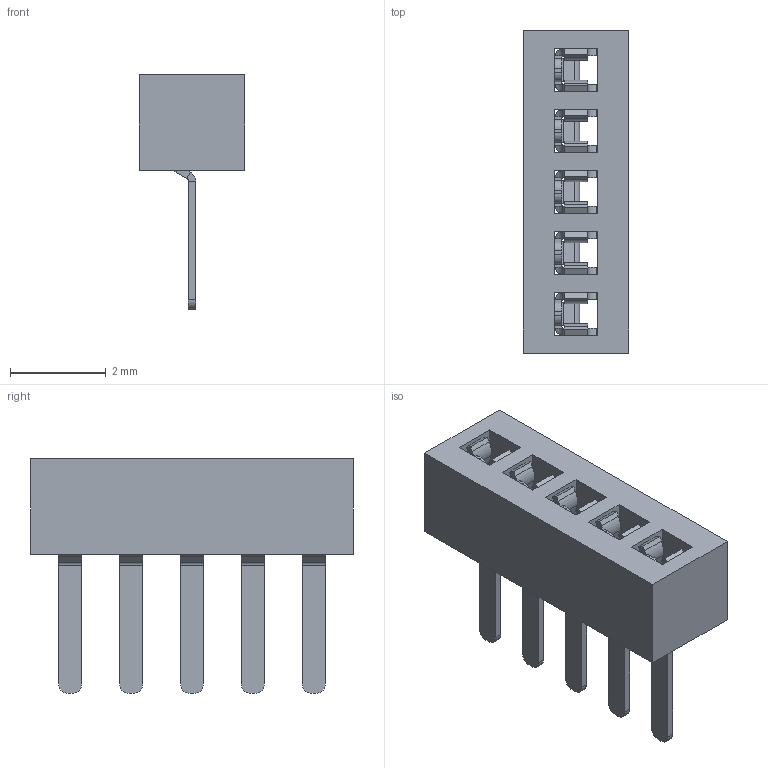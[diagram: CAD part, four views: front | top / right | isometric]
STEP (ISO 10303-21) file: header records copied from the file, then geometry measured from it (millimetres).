
FILE_DESCRIPTION(('FreeCAD Model'),'2;1');
FILE_NAME('1x02_H2.step','2016-10-28T11:21:42',('Author'),(''), 'Open CASCADE STEP processor 6.8','FreeCAD','Unknown');
FILE_SCHEMA(('AUTOMOTIVE_DESIGN_CC2 { 1 2 10303 214 -1 1 5 4 }'));
Length unit declared in the file: millimetre
Products named in the file (2): ASSEMBLY; 1x02_H2
Assembly tree (1 placements, depth 2):
  ASSEMBLY
    1x02_H2
Bounding box: 2.2 x 6.72 x 4.9 mm (x, y, z)
Volume: 25.1 mm3; surface area: 154.8 mm2
Topology: 6 solids, 6 shells, 476 faces, 1132 edges, 668 vertices
Faces by surface type: plane 346, cylinder 130
Entity records: 32445 total; most frequent: CARTESIAN_POINT 6867, DIRECTION 4002, LINE 2421, VECTOR 2421, ORIENTED_EDGE 2264, PCURVE 2264, DEFINITIONAL_REPRESENTATION 2264, EDGE_CURVE 1132
